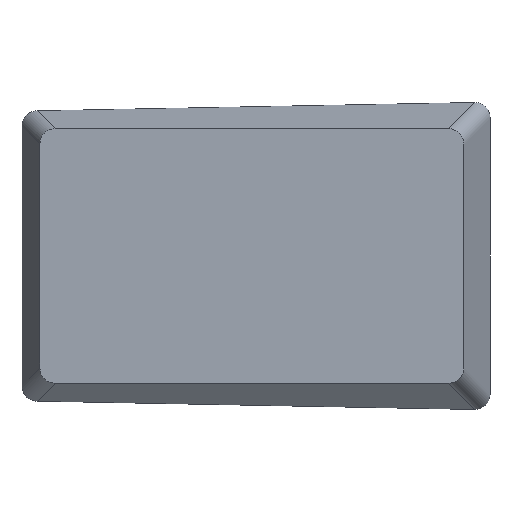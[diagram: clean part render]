
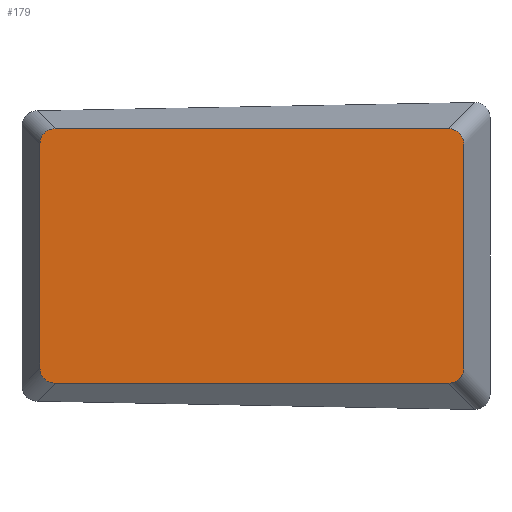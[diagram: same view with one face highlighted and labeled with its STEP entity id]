
A CAD part, top view. The second image highlights one B-rep face of the part: STEP entity #179.
In plain terms, the highlighted planar face has unit normal (-0.052, 0, 0.999).
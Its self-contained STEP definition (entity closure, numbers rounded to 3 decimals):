
#20=PLANE('',#206);
#27=FACE_OUTER_BOUND('',#37,.T.);
#37=EDGE_LOOP('',(#133,#134,#135,#136,#137,#138,#139,#140));
#47=LINE('',#292,#63);
#50=LINE('',#298,#66);
#51=LINE('',#302,#67);
#52=LINE('',#306,#68);
#63=VECTOR('',#235,10.);
#66=VECTOR('',#240,10.);
#67=VECTOR('',#243,10.);
#68=VECTOR('',#246,10.);
#78=ELLIPSE('',#204,5.729,5.);
#79=ELLIPSE('',#207,5.536,5.);
#80=ELLIPSE('',#208,5.536,5.);
#81=ELLIPSE('',#209,5.729,5.);
#87=VERTEX_POINT('',#285);
#88=VERTEX_POINT('',#287);
#89=VERTEX_POINT('',#291);
#91=VERTEX_POINT('',#297);
#92=VERTEX_POINT('',#299);
#93=VERTEX_POINT('',#301);
#94=VERTEX_POINT('',#303);
#95=VERTEX_POINT('',#305);
#103=EDGE_CURVE('',#87,#88,#78,.T.);
#105=EDGE_CURVE('',#89,#88,#47,.T.);
#108=EDGE_CURVE('',#87,#91,#50,.T.);
#109=EDGE_CURVE('',#92,#91,#79,.T.);
#110=EDGE_CURVE('',#92,#93,#51,.T.);
#111=EDGE_CURVE('',#94,#93,#80,.T.);
#112=EDGE_CURVE('',#94,#95,#52,.T.);
#113=EDGE_CURVE('',#89,#95,#81,.T.);
#133=ORIENTED_EDGE('',*,*,#103,.F.);
#134=ORIENTED_EDGE('',*,*,#108,.T.);
#135=ORIENTED_EDGE('',*,*,#109,.F.);
#136=ORIENTED_EDGE('',*,*,#110,.T.);
#137=ORIENTED_EDGE('',*,*,#111,.F.);
#138=ORIENTED_EDGE('',*,*,#112,.T.);
#139=ORIENTED_EDGE('',*,*,#113,.F.);
#140=ORIENTED_EDGE('',*,*,#105,.T.);
#179=ADVANCED_FACE('',(#27),#20,.T.);
#204=AXIS2_PLACEMENT_3D('',#288,#230,#231);
#206=AXIS2_PLACEMENT_3D('',#296,#238,#239);
#207=AXIS2_PLACEMENT_3D('',#300,#241,#242);
#208=AXIS2_PLACEMENT_3D('',#304,#244,#245);
#209=AXIS2_PLACEMENT_3D('',#307,#247,#248);
#230=DIRECTION('center_axis',(0.052,0.,-0.999));
#231=DIRECTION('ref_axis',(-0.758,-0.651,-0.04));
#235=DIRECTION('',(0.,-1.,0.));
#238=DIRECTION('center_axis',(-0.052,0.,0.999));
#239=DIRECTION('ref_axis',(0.999,0.,0.052));
#240=DIRECTION('',(0.999,0.,0.052));
#241=DIRECTION('center_axis',(0.052,0.,-0.999));
#242=DIRECTION('ref_axis',(0.642,-0.766,0.034));
#243=DIRECTION('',(0.,1.,0.));
#244=DIRECTION('center_axis',(0.052,0.,-0.999));
#245=DIRECTION('ref_axis',(0.642,0.766,0.034));
#246=DIRECTION('',(-0.999,0.,-0.052));
#247=DIRECTION('center_axis',(0.052,0.,-0.999));
#248=DIRECTION('ref_axis',(-0.758,0.651,-0.04));
#285=CARTESIAN_POINT('',(-45.301,-20.,25.246));
#287=CARTESIAN_POINT('',(-50.,-15.39,25.));
#288=CARTESIAN_POINT('Origin',(-44.576,-14.679,25.284));
#291=CARTESIAN_POINT('',(-50.,52.745,25.));
#292=CARTESIAN_POINT('',(-50.,57.355,25.));
#296=CARTESIAN_POINT('Origin',(14.343,18.677,28.372));
#297=CARTESIAN_POINT('',(74.164,-20.,31.507));
#298=CARTESIAN_POINT('',(-18.482,-20.,26.652));
#299=CARTESIAN_POINT('',(78.863,-15.211,31.753));
#300=CARTESIAN_POINT('Origin',(73.642,-14.679,31.48));
#301=CARTESIAN_POINT('',(78.863,52.566,31.753));
#302=CARTESIAN_POINT('',(78.863,-0.661,31.753));
#303=CARTESIAN_POINT('',(74.164,57.355,31.507));
#304=CARTESIAN_POINT('Origin',(73.642,52.034,31.48));
#305=CARTESIAN_POINT('',(-45.301,57.355,25.246));
#306=CARTESIAN_POINT('',(45.773,57.355,30.019));
#307=CARTESIAN_POINT('Origin',(-44.576,52.034,25.284));
